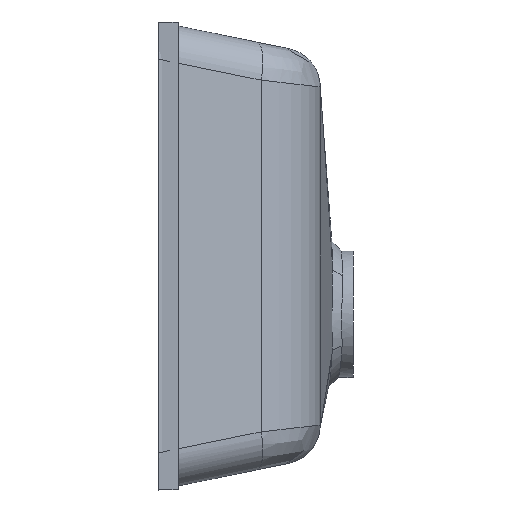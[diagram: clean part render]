
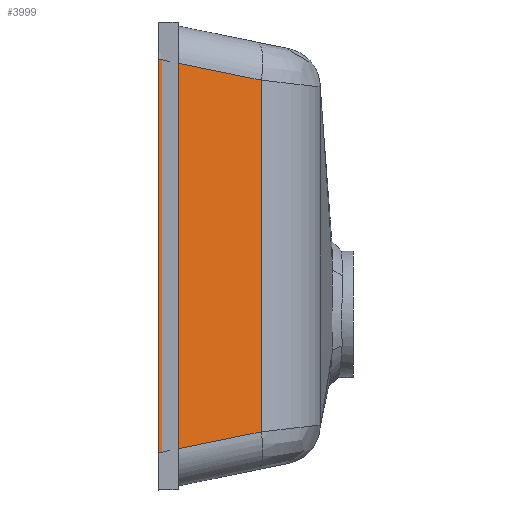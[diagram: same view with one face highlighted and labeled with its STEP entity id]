
A CAD part, left-side view. The second image highlights one B-rep face of the part: STEP entity #3999.
In plain terms, the highlighted planar face has unit normal (-0.946, -0.324, 0).
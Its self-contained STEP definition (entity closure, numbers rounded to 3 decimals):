
#11 = ORIENTED_EDGE ( 'NONE', *, *, #2608, .T. ) ;
#128 = LINE ( 'NONE', #2107, #1584 ) ;
#405 = CARTESIAN_POINT ( 'NONE',  ( -172.563, -52.58, -90.319 ) ) ;
#435 = DIRECTION ( 'NONE',  ( -0.318, 0.929, 0.191 ) ) ;
#465 = AXIS2_PLACEMENT_3D ( 'NONE', #3906, #6616, #6069 ) ;
#478 = EDGE_LOOP ( 'NONE', ( #3181, #11, #3674, #1727 ) ) ;
#512 = DIRECTION ( 'NONE',  ( 0., 0., 1. ) ) ;
#619 = CARTESIAN_POINT ( 'NONE',  ( -172.563, -52.58, 110. ) ) ;
#1260 = PLANE ( 'NONE',  #465 ) ;
#1399 = EDGE_CURVE ( 'NONE', #3484, #2091, #128, .T. ) ;
#1584 = VECTOR ( 'NONE', #435, 1000. ) ;
#1593 = LINE ( 'NONE', #6652, #5429 ) ;
#1727 = ORIENTED_EDGE ( 'NONE', *, *, #6975, .F. ) ;
#2018 = CARTESIAN_POINT ( 'NONE',  ( -190.57, 0., -101.123 ) ) ;
#2091 = VERTEX_POINT ( 'NONE', #5223 ) ;
#2107 = CARTESIAN_POINT ( 'NONE',  ( -153.626, -107.877, 78.956 ) ) ;
#2608 = EDGE_CURVE ( 'NONE', #2665, #3484, #4593, .T. ) ;
#2665 = VERTEX_POINT ( 'NONE', #405 ) ;
#3181 = ORIENTED_EDGE ( 'NONE', *, *, #6721, .T. ) ;
#3286 = FACE_OUTER_BOUND ( 'NONE', #478, .T. ) ;
#3484 = VERTEX_POINT ( 'NONE', #4929 ) ;
#3674 = ORIENTED_EDGE ( 'NONE', *, *, #1399, .T. ) ;
#3901 = VECTOR ( 'NONE', #5925, 1000. ) ;
#3906 = CARTESIAN_POINT ( 'NONE',  ( -189.461, -3.24, 110. ) ) ;
#3999 = ADVANCED_FACE ( 'NONE', ( #3286 ), #1260, .T. ) ;
#4057 = VERTEX_POINT ( 'NONE', #2018 ) ;
#4593 = LINE ( 'NONE', #619, #6125 ) ;
#4718 = CARTESIAN_POINT ( 'NONE',  ( -190.57, 0., 110. ) ) ;
#4929 = CARTESIAN_POINT ( 'NONE',  ( -172.563, -52.58, 90.319 ) ) ;
#5223 = CARTESIAN_POINT ( 'NONE',  ( -190.57, 0., 101.123 ) ) ;
#5429 = VECTOR ( 'NONE', #6618, 1000. ) ;
#5925 = DIRECTION ( 'NONE',  ( 0., 0., 1. ) ) ;
#6069 = DIRECTION ( 'NONE',  ( 0., 0., -1. ) ) ;
#6125 = VECTOR ( 'NONE', #512, 1000. ) ;
#6616 = DIRECTION ( 'NONE',  ( -0.946, -0.324, 0. ) ) ;
#6618 = DIRECTION ( 'NONE',  ( 0.318, -0.929, 0.191 ) ) ;
#6652 = CARTESIAN_POINT ( 'NONE',  ( -176.688, -40.536, -92.793 ) ) ;
#6721 = EDGE_CURVE ( 'NONE', #4057, #2665, #1593, .T. ) ;
#6975 = EDGE_CURVE ( 'NONE', #4057, #2091, #7018, .T. ) ;
#7018 = LINE ( 'NONE', #4718, #3901 ) ;
